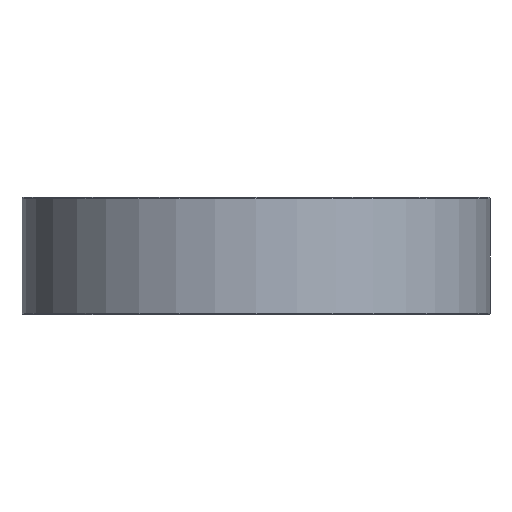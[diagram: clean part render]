
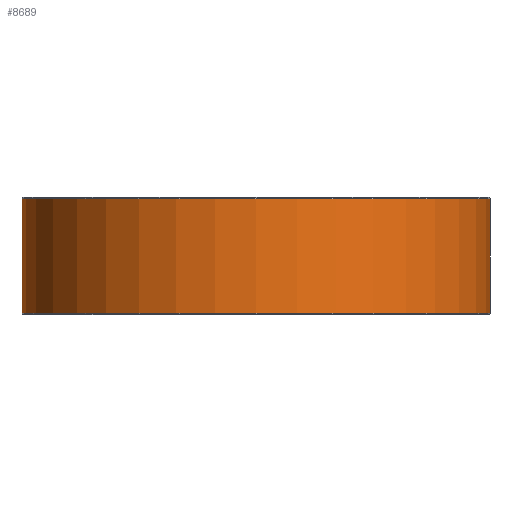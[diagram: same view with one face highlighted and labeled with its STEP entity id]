
A CAD part, front view. The second image highlights one B-rep face of the part: STEP entity #8689.
In plain terms, the highlighted cylindrical face has radius 50.8 mm (diameter 101.6 mm), a full revolution.
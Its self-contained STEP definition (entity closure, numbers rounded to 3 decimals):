
#1575 = AXIS2_PLACEMENT_3D ( 'NONE', #27531, #8229, #17016 ) ;
#3444 = CYLINDRICAL_SURFACE ( 'NONE', #1575, 50.8 ) ;
#3506 = CARTESIAN_POINT ( 'NONE',  ( -50.8, 0., 12.446 ) ) ;
#3658 = VERTEX_POINT ( 'NONE', #12654 ) ;
#3765 = DIRECTION ( 'NONE',  ( 0., 0., 1. ) ) ;
#4771 = DIRECTION ( 'NONE',  ( 0., 0., -1. ) ) ;
#7674 = CIRCLE ( 'NONE', #23546, 50.8 ) ;
#8229 = DIRECTION ( 'NONE',  ( 0., 0., -1. ) ) ;
#8689 = ADVANCED_FACE ( 'NONE', ( #14650, #23116 ), #3444, .T. ) ;
#8690 = ORIENTED_EDGE ( 'NONE', *, *, #25453, .T. ) ;
#8695 = ORIENTED_EDGE ( 'NONE', *, *, #15341, .T. ) ;
#8736 = EDGE_LOOP ( 'NONE', ( #8690 ) ) ;
#12654 = CARTESIAN_POINT ( 'NONE',  ( 50.8, 0., -12.446 ) ) ;
#12765 = DIRECTION ( 'NONE',  ( 1., 0., 0. ) ) ;
#13207 = EDGE_LOOP ( 'NONE', ( #8695 ) ) ;
#13744 = DIRECTION ( 'NONE',  ( -1., 0., 0. ) ) ;
#14650 = FACE_OUTER_BOUND ( 'NONE', #8736, .T. ) ;
#15341 = EDGE_CURVE ( 'NONE', #23159, #23159, #20821, .T. ) ;
#17016 = DIRECTION ( 'NONE',  ( -1., 0., 0. ) ) ;
#20390 = AXIS2_PLACEMENT_3D ( 'NONE', #24317, #4771, #13744 ) ;
#20821 = CIRCLE ( 'NONE', #20390, 50.8 ) ;
#23116 = FACE_OUTER_BOUND ( 'NONE', #13207, .T. ) ;
#23159 = VERTEX_POINT ( 'NONE', #3506 ) ;
#23405 = CARTESIAN_POINT ( 'NONE',  ( 0., 0., -12.446 ) ) ;
#23546 = AXIS2_PLACEMENT_3D ( 'NONE', #23405, #3765, #12765 ) ;
#24317 = CARTESIAN_POINT ( 'NONE',  ( 0., 0., 12.446 ) ) ;
#25453 = EDGE_CURVE ( 'NONE', #3658, #3658, #7674, .T. ) ;
#27531 = CARTESIAN_POINT ( 'NONE',  ( 0., 0., 42.496 ) ) ;
